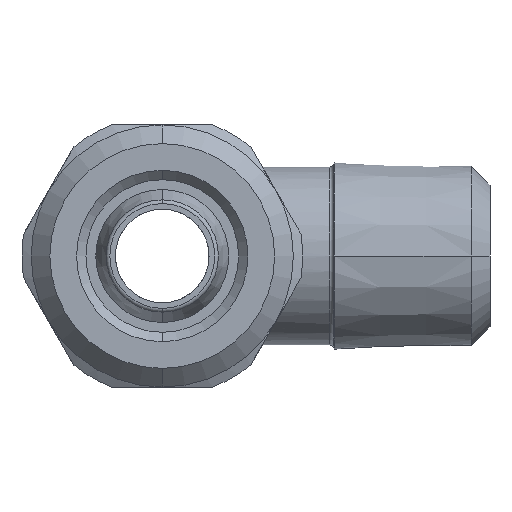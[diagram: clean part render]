
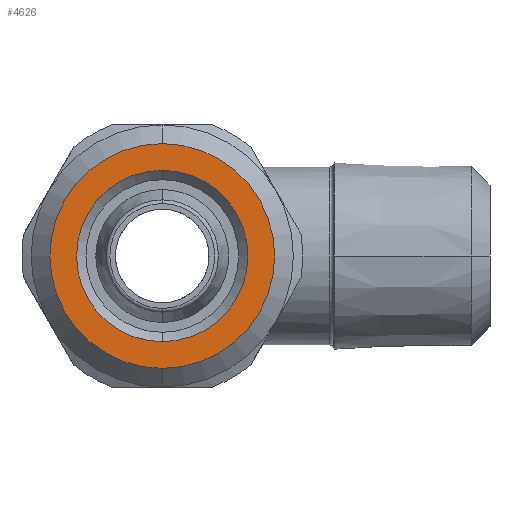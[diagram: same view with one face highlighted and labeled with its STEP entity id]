
A CAD part, left-side view. The second image highlights one B-rep face of the part: STEP entity #4626.
In plain terms, the highlighted planar face has unit normal (-1, 0, 0).
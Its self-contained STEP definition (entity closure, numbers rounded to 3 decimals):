
#1546 = CIRCLE ( 'NONE', #1557, 4.575 ) ;
#1551 = CIRCLE ( 'NONE', #1552, 6. ) ;
#1552 = AXIS2_PLACEMENT_3D ( 'NONE', #2390, #2391, #2392 ) ;
#1557 = AXIS2_PLACEMENT_3D ( 'NONE', #2411, #2412, #2413 ) ;
#1560 = CIRCLE ( 'NONE', #1571, 6. ) ;
#1571 = AXIS2_PLACEMENT_3D ( 'NONE', #2470, #2471, #2472 ) ;
#1621 = AXIS2_PLACEMENT_3D ( 'NONE', #2604, #2605, #2606 ) ;
#1624 = CIRCLE ( 'NONE', #1626, 4.575 ) ;
#1626 = AXIS2_PLACEMENT_3D ( 'NONE', #2613, #2614, #2615 ) ;
#2390 = CARTESIAN_POINT ( 'NONE',  ( -20.75, 0., 0. ) ) ;
#2391 = DIRECTION ( 'NONE',  ( 1., 0., 0. ) ) ;
#2392 = DIRECTION ( 'NONE',  ( 0., 0., -1. ) ) ;
#2411 = CARTESIAN_POINT ( 'NONE',  ( -20.75, 0., 0. ) ) ;
#2412 = DIRECTION ( 'NONE',  ( 1., 0., 0. ) ) ;
#2413 = DIRECTION ( 'NONE',  ( 0., 0., -1. ) ) ;
#2470 = CARTESIAN_POINT ( 'NONE',  ( -20.75, 0., 0. ) ) ;
#2471 = DIRECTION ( 'NONE',  ( 1., 0., 0. ) ) ;
#2472 = DIRECTION ( 'NONE',  ( 0., 0., -1. ) ) ;
#2603 = PLANE ( 'NONE',  #1621 ) ;
#2604 = CARTESIAN_POINT ( 'NONE',  ( -20.75, 6., 0. ) ) ;
#2605 = DIRECTION ( 'NONE',  ( -1., 0., 0. ) ) ;
#2606 = DIRECTION ( 'NONE',  ( 0., 0., 1. ) ) ;
#2613 = CARTESIAN_POINT ( 'NONE',  ( -20.75, 0., 0. ) ) ;
#2614 = DIRECTION ( 'NONE',  ( 1., 0., 0. ) ) ;
#2615 = DIRECTION ( 'NONE',  ( 0., 0., -1. ) ) ;
#2724 = FACE_BOUND ( 'NONE', #5107, .T. ) ;
#2725 = FACE_OUTER_BOUND ( 'NONE', #5250, .T. ) ;
#3372 = CARTESIAN_POINT ( 'NONE',  ( -20.75, 0., -4.575 ) ) ;
#3375 = CARTESIAN_POINT ( 'NONE',  ( -20.75, 0., 6. ) ) ;
#3387 = CARTESIAN_POINT ( 'NONE',  ( -20.75, 0., 4.575 ) ) ;
#3393 = CARTESIAN_POINT ( 'NONE',  ( -20.75, 0., -6. ) ) ;
#4571 = EDGE_CURVE ( 'NONE', #5463, #5481, #1551, .T. ) ;
#4576 = EDGE_CURVE ( 'NONE', #5475, #5460, #1546, .T. ) ;
#4584 = EDGE_CURVE ( 'NONE', #5481, #5463, #1560, .T. ) ;
#4626 = ADVANCED_FACE ( 'NONE', ( #2724, #2725 ), #2603, .T. ) ;
#4629 = EDGE_CURVE ( 'NONE', #5460, #5475, #1624, .T. ) ;
#5107 = EDGE_LOOP ( 'NONE', ( #5841, #5389 ) ) ;
#5250 = EDGE_LOOP ( 'NONE', ( #5391, #5390 ) ) ;
#5389 = ORIENTED_EDGE ( 'NONE', *, *, #4629, .T. ) ;
#5390 = ORIENTED_EDGE ( 'NONE', *, *, #4571, .F. ) ;
#5391 = ORIENTED_EDGE ( 'NONE', *, *, #4584, .F. ) ;
#5460 = VERTEX_POINT ( 'NONE', #3372 ) ;
#5463 = VERTEX_POINT ( 'NONE', #3375 ) ;
#5475 = VERTEX_POINT ( 'NONE', #3387 ) ;
#5481 = VERTEX_POINT ( 'NONE', #3393 ) ;
#5841 = ORIENTED_EDGE ( 'NONE', *, *, #4576, .T. ) ;
